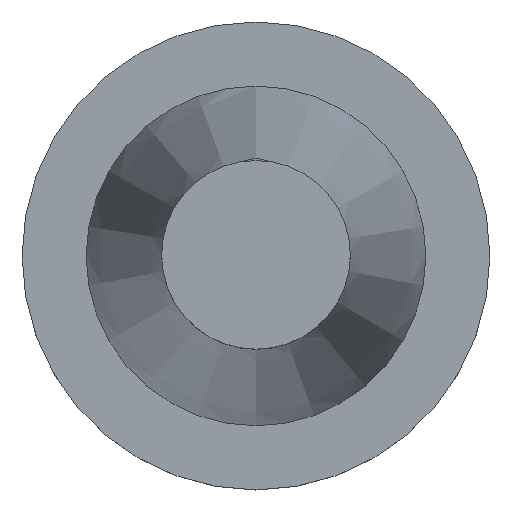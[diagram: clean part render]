
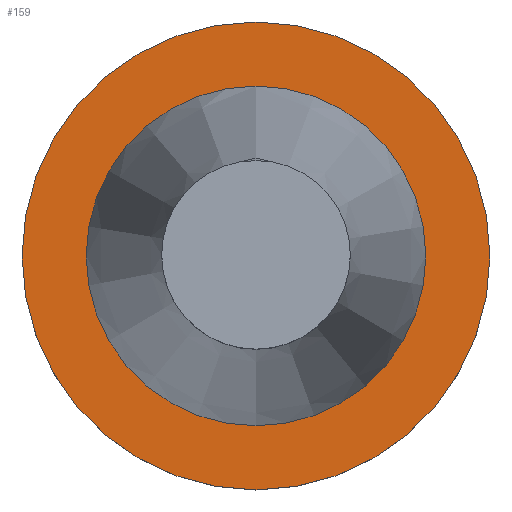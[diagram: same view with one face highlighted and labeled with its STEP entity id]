
A CAD part, top view. The second image highlights one B-rep face of the part: STEP entity #159.
In plain terms, the highlighted planar face has unit normal (0, 0, 1).
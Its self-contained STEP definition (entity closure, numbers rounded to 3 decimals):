
#145=PLANE('',#529);
#159=ADVANCED_FACE('',(#192,#193),#145,.F.);
#192=FACE_BOUND('',#202,.T.);
#193=FACE_BOUND('',#203,.T.);
#202=EDGE_LOOP('',(#240));
#203=EDGE_LOOP('',(#241,#242));
#240=ORIENTED_EDGE('',*,*,#410,.T.);
#241=ORIENTED_EDGE('',*,*,#411,.T.);
#242=ORIENTED_EDGE('',*,*,#412,.T.);
#368=VERTEX_POINT('',#734);
#369=VERTEX_POINT('',#736);
#370=VERTEX_POINT('',#737);
#410=EDGE_CURVE('',#368,#368,#474,.T.);
#411=EDGE_CURVE('',#369,#370,#475,.T.);
#412=EDGE_CURVE('',#370,#369,#476,.T.);
#474=CIRCLE('',#526,48.75);
#475=CIRCLE('',#527,35.392);
#476=CIRCLE('',#528,35.392);
#526=AXIS2_PLACEMENT_3D('',#733,#594,#595);
#527=AXIS2_PLACEMENT_3D('',#735,#596,#597);
#528=AXIS2_PLACEMENT_3D('',#738,#598,#599);
#529=AXIS2_PLACEMENT_3D('',#739,#600,#601);
#594=DIRECTION('',(0.,0.,1.));
#595=DIRECTION('',(-1.,0.,0.));
#596=DIRECTION('',(0.,0.,-1.));
#597=DIRECTION('',(-1.,0.,0.));
#598=DIRECTION('',(0.,0.,-1.));
#599=DIRECTION('',(-1.,0.,0.));
#600=DIRECTION('',(0.,0.,-1.));
#601=DIRECTION('',(0.,1.,0.));
#733=CARTESIAN_POINT('',(0.,0.,-3.2));
#734=CARTESIAN_POINT('',(-48.75,0.,-3.2));
#735=CARTESIAN_POINT('',(0.,0.,-3.2));
#736=CARTESIAN_POINT('',(0.,35.392,-3.2));
#737=CARTESIAN_POINT('',(0.,-35.392,-3.2));
#738=CARTESIAN_POINT('',(0.,0.,-3.2));
#739=CARTESIAN_POINT('',(0.,0.,-3.2));
